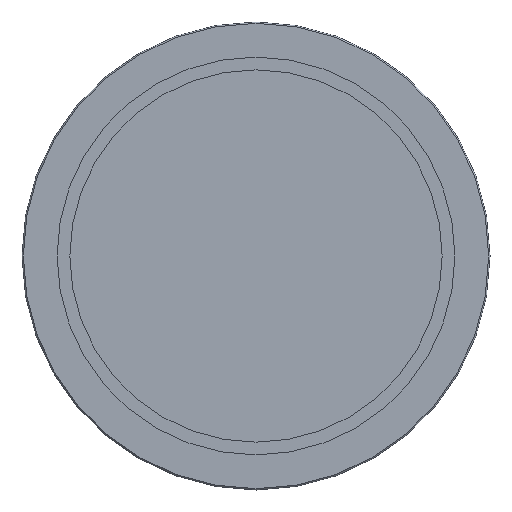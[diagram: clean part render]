
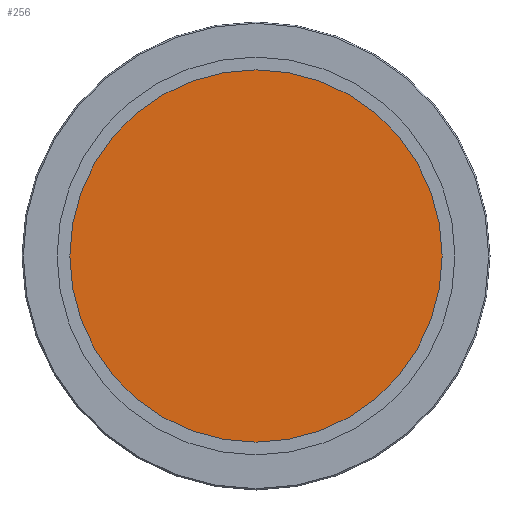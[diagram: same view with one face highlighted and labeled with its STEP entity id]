
A CAD part, left-side view. The second image highlights one B-rep face of the part: STEP entity #256.
In plain terms, the highlighted planar face has unit normal (-1, 0, 0).
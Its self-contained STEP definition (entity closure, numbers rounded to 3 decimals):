
#25=PLANE('',#318);
#46=FACE_OUTER_BOUND('',#65,.T.);
#65=EDGE_LOOP('',(#238,#239));
#107=CIRCLE('',#316,71.6);
#108=CIRCLE('',#317,71.6);
#133=VERTEX_POINT('',#484);
#134=VERTEX_POINT('',#485);
#167=EDGE_CURVE('',#133,#134,#107,.T.);
#168=EDGE_CURVE('',#134,#133,#108,.T.);
#238=ORIENTED_EDGE('',*,*,#167,.T.);
#239=ORIENTED_EDGE('',*,*,#168,.T.);
#256=ADVANCED_FACE('',(#46),#25,.T.);
#316=AXIS2_PLACEMENT_3D('',#486,#406,#407);
#317=AXIS2_PLACEMENT_3D('',#487,#408,#409);
#318=AXIS2_PLACEMENT_3D('',#489,#411,#412);
#406=DIRECTION('center_axis',(-1.,0.,0.));
#407=DIRECTION('ref_axis',(0.,0.,1.));
#408=DIRECTION('center_axis',(-1.,0.,0.));
#409=DIRECTION('ref_axis',(0.,0.,1.));
#411=DIRECTION('center_axis',(-1.,0.,0.));
#412=DIRECTION('ref_axis',(0.,0.,1.));
#484=CARTESIAN_POINT('',(-12.,0.,71.6));
#485=CARTESIAN_POINT('',(-12.,0.,-71.6));
#486=CARTESIAN_POINT('Origin',(-12.,0.,0.));
#487=CARTESIAN_POINT('Origin',(-12.,0.,0.));
#489=CARTESIAN_POINT('Origin',(-12.,0.,0.));
